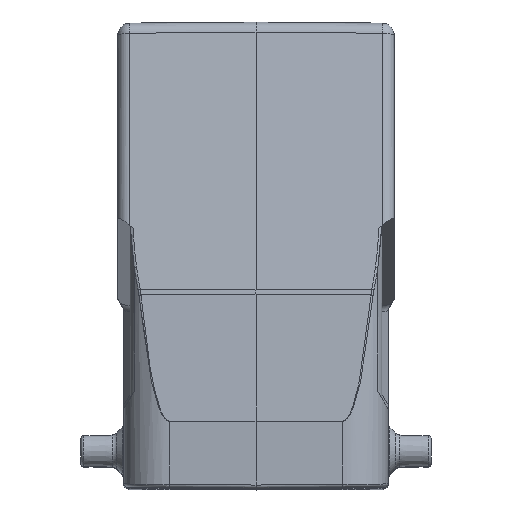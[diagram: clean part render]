
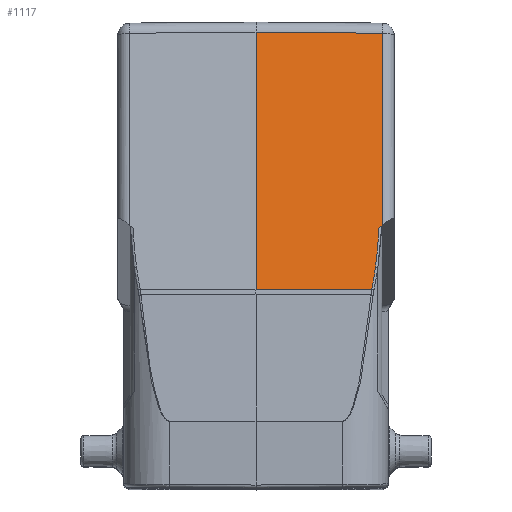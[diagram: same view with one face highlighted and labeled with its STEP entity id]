
A CAD part, top view. The second image highlights one B-rep face of the part: STEP entity #1117.
In plain terms, the highlighted planar face has unit normal (0.009, 0.174, 0.985).
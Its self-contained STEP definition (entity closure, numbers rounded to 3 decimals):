
#332=ELLIPSE('',#9664,40.313,7.);
#1117=ADVANCED_FACE('',(#1822),#1355,.T.);
#1355=PLANE('',#9665);
#1822=FACE_OUTER_BOUND('',#2404,.T.);
#2404=EDGE_LOOP('',(#6346,#6347,#6348,#6349,#6350,#6351,#6352));
#3171=LINE('',#16427,#3866);
#3172=LINE('',#16431,#3867);
#3213=LINE('',#16787,#3908);
#3214=LINE('',#16789,#3909);
#3215=LINE('',#16791,#3910);
#3866=VECTOR('',#11976,1.);
#3867=VECTOR('',#11981,1.);
#3908=VECTOR('',#12176,1.);
#3909=VECTOR('',#12179,1.);
#3910=VECTOR('',#12180,1.);
#6346=ORIENTED_EDGE('',*,*,#8360,.F.);
#6347=ORIENTED_EDGE('',*,*,#8355,.F.);
#6348=ORIENTED_EDGE('',*,*,#8353,.T.);
#6349=ORIENTED_EDGE('',*,*,#8449,.F.);
#6350=ORIENTED_EDGE('',*,*,#8450,.F.);
#6351=ORIENTED_EDGE('',*,*,#8451,.T.);
#6352=ORIENTED_EDGE('',*,*,#8452,.F.);
#7156=VERTEX_POINT('',#16424);
#7157=VERTEX_POINT('',#16428);
#7158=VERTEX_POINT('',#16432);
#7161=VERTEX_POINT('',#16457);
#7204=VERTEX_POINT('',#16755);
#7208=VERTEX_POINT('',#16790);
#7209=VERTEX_POINT('',#16792);
#8353=EDGE_CURVE('',#7157,#7156,#3171,.T.);
#8355=EDGE_CURVE('',#7157,#7158,#3172,.T.);
#8360=EDGE_CURVE('',#7158,#7161,#8739,.T.);
#8449=EDGE_CURVE('',#7204,#7156,#3213,.T.);
#8450=EDGE_CURVE('',#7208,#7204,#3214,.T.);
#8451=EDGE_CURVE('',#7208,#7209,#3215,.T.);
#8452=EDGE_CURVE('',#7161,#7209,#332,.T.);
#8739=CIRCLE('',#9588,62.361);
#9588=AXIS2_PLACEMENT_3D('',#16462,#11986,#11987);
#9664=AXIS2_PLACEMENT_3D('',#16793,#12181,#12182);
#9665=AXIS2_PLACEMENT_3D('',#16794,#12183,#12184);
#11976=DIRECTION('',(0.,0.985,-0.174));
#11981=DIRECTION('',(-0.762,-0.637,0.119));
#11986=DIRECTION('',(-0.009,-0.174,-0.985));
#11987=DIRECTION('',(0.,-0.985,0.174));
#12176=DIRECTION('',(1.,-0.009,-0.007));
#12179=DIRECTION('',(0.,0.985,-0.174));
#12180=DIRECTION('',(1.,-0.001,-0.009));
#12181=DIRECTION('',(-0.009,-0.174,-0.985));
#12182=DIRECTION('',(0.002,-0.985,0.174));
#12183=DIRECTION('',(0.009,0.174,0.985));
#12184=DIRECTION('',(0.,-0.985,0.174));
#16424=CARTESIAN_POINT('',(20.517,19.584,50.546));
#16427=CARTESIAN_POINT('',(20.517,-11.704,56.062));
#16428=CARTESIAN_POINT('',(20.517,-11.704,56.062));
#16431=CARTESIAN_POINT('',(20.517,-11.704,56.062));
#16432=CARTESIAN_POINT('',(19.963,-12.168,56.149));
#16457=CARTESIAN_POINT('',(19.449,-18.497,57.27));
#16462=CARTESIAN_POINT('',(-42.373,-10.389,56.388));
#16755=CARTESIAN_POINT('',(0.,19.763,50.696));
#16787=CARTESIAN_POINT('',(-0.012,19.763,50.696));
#16789=CARTESIAN_POINT('',(0.,-22.153,58.087));
#16790=CARTESIAN_POINT('',(0.,-22.155,58.087));
#16791=CARTESIAN_POINT('',(0.017,-22.155,58.087));
#16792=CARTESIAN_POINT('',(18.848,-22.176,57.924));
#16793=CARTESIAN_POINT('',(14.004,6.729,52.87));
#16794=CARTESIAN_POINT('',(0.,21.415,50.404));
